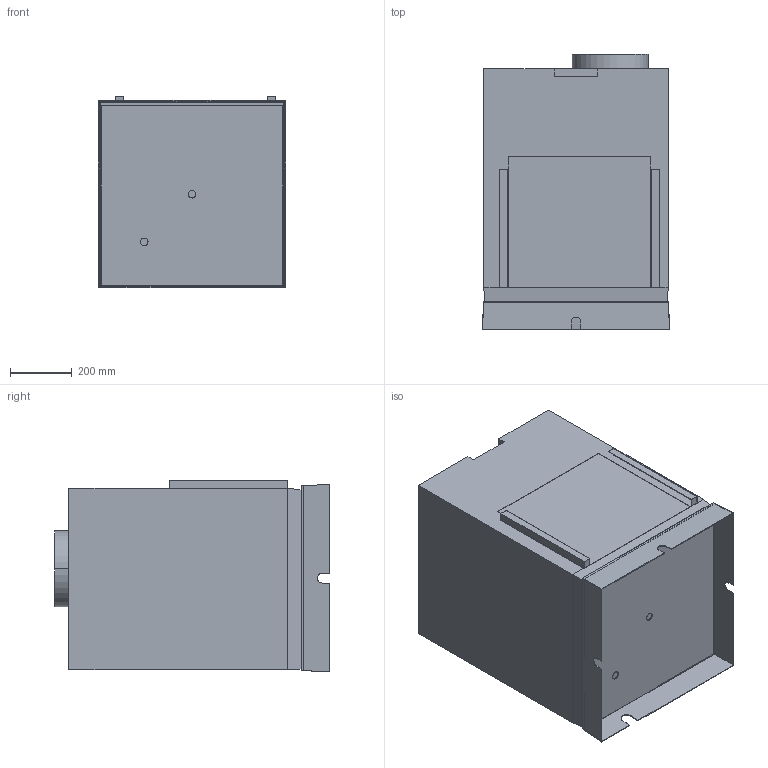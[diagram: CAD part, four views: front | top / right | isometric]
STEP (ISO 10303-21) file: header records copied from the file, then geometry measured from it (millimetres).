
FILE_DESCRIPTION((''),'2;1');
FILE_NAME('BIMSMITH_MODEL_ASM','2020-12-04T09:09:26',('240028472'),('General Electric Appliances'),'CREO PARAMETRIC BY PTC INC, 2017380','CREO PARAMETRIC BY PTC INC, 2017380','');
FILE_SCHEMA(('CONFIG_CONTROL_DESIGN'));
Length unit declared in the file: inch
Products named in the file (3): BIMSMITH_MODEL; BIMSMITH_MODEL2; BIMSMITH_MODEL_ASM
Assembly tree (2 placements, depth 2):
  BIMSMITH_MODEL_ASM
    BIMSMITH_MODEL
    BIMSMITH_MODEL2
Bounding box: 608.84 x 893.62 x 622.63 mm (x, y, z)
Volume: 199157237.1 mm3; surface area: 5029380.4 mm2
Topology: 2 solids, 2 shells, 90 faces, 240 edges, 158 vertices
Faces by surface type: plane 78, cylinder 12
Entity records: 2950 total; most frequent: CARTESIAN_POINT 605, ORIENTED_EDGE 480, DIRECTION 438, EDGE_CURVE 240, VECTOR 216, LINE 216, VERTEX_POINT 158, AXIS2_PLACEMENT_3D 111
